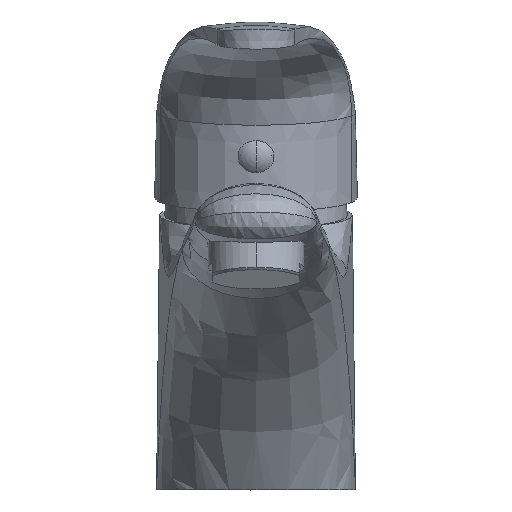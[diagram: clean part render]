
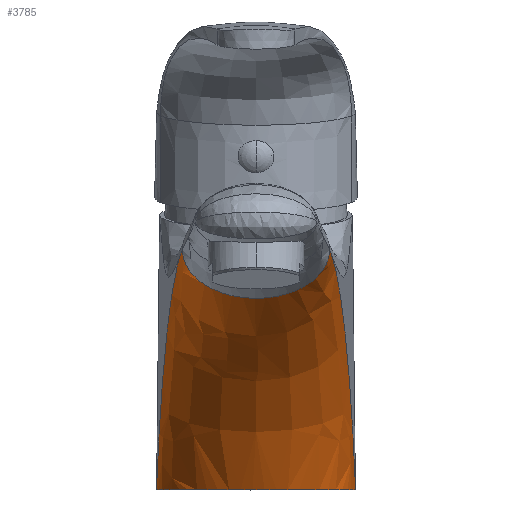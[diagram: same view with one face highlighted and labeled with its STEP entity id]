
A CAD part, top view. The second image highlights one B-rep face of the part: STEP entity #3785.
In plain terms, the highlighted free-form (B-spline) face has degree [3, 3] with [11, 7] control points.
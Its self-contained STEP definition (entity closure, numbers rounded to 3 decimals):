
#57=CARTESIAN_POINT('',(-25.,0.,0.));
#58=CARTESIAN_POINT('',(-25.,0.,3.272));
#59=CARTESIAN_POINT('',(-23.698,0.,9.816));
#60=CARTESIAN_POINT('',(-18.138,0.,18.138));
#61=CARTESIAN_POINT('',(-9.816,0.,23.698));
#62=CARTESIAN_POINT('',(0.,0.,25.651));
#63=CARTESIAN_POINT('',(9.816,0.,23.698));
#64=CARTESIAN_POINT('',(18.138,0.,18.138));
#65=CARTESIAN_POINT('',(23.698,0.,9.816));
#66=CARTESIAN_POINT('',(25.,0.,3.272));
#67=CARTESIAN_POINT('',(25.,0.,0.));
#69=CARTESIAN_POINT('',(-18.5,60.227,76.218));
#70=CARTESIAN_POINT('',(-19.168,58.806,68.42));
#71=CARTESIAN_POINT('',(-20.516,54.055,52.663));
#72=CARTESIAN_POINT('',(-22.398,40.959,30.621));
#73=CARTESIAN_POINT('',(-23.966,22.55,12.21));
#74=CARTESIAN_POINT('',(-24.712,7.722,3.404));
#75=CARTESIAN_POINT('',(-25.,0.,0.));
#77=CARTESIAN_POINT('',(18.5,60.227,76.218));
#78=CARTESIAN_POINT('',(18.5,58.629,76.218));
#79=CARTESIAN_POINT('',(17.537,55.435,76.218));
#80=CARTESIAN_POINT('',(13.422,51.371,76.218));
#81=CARTESIAN_POINT('',(7.264,48.657,76.218));
#82=CARTESIAN_POINT('',(0.,47.703,76.218));
#83=CARTESIAN_POINT('',(-7.264,48.657,76.218));
#84=CARTESIAN_POINT('',(-13.422,51.371,76.218));
#85=CARTESIAN_POINT('',(-17.537,55.435,76.218));
#86=CARTESIAN_POINT('',(-18.5,58.629,76.218));
#87=CARTESIAN_POINT('',(-18.5,60.227,76.218));
#131=CARTESIAN_POINT('',(25.,0.,0.));
#132=CARTESIAN_POINT('',(24.712,7.722,3.404));
#133=CARTESIAN_POINT('',(23.966,22.55,12.21));
#134=CARTESIAN_POINT('',(22.398,40.959,30.621));
#135=CARTESIAN_POINT('',(20.516,54.055,52.663));
#136=CARTESIAN_POINT('',(19.168,58.806,68.42));
#137=CARTESIAN_POINT('',(18.5,60.227,76.218));
#145=CARTESIAN_POINT('',(18.5,60.227,76.218));
#3098=VERTEX_POINT('',#145);
#3101=CARTESIAN_POINT('',(-18.5,60.227,76.218));
#3103=VERTEX_POINT('',#3101);
#3118=VERTEX_POINT('',#57);
#3119=VERTEX_POINT('',#67);
#3698=CARTESIAN_POINT('',(25.022,-0.927,
-1.144));
#3699=CARTESIAN_POINT('',(24.734,7.206,2.297));
#3700=CARTESIAN_POINT('',(23.984,22.548,11.24));
#3701=CARTESIAN_POINT('',(22.397,41.385,30.097));
#3702=CARTESIAN_POINT('',(20.488,54.696,52.689));
#3703=CARTESIAN_POINT('',(19.111,59.392,68.932));
#3704=CARTESIAN_POINT('',(18.419,60.737,77.076));
#3705=CARTESIAN_POINT('',(25.131,-0.883,
2.368));
#3706=CARTESIAN_POINT('',(24.822,6.868,5.887));
#3707=CARTESIAN_POINT('',(24.044,21.41,14.683));
#3708=CARTESIAN_POINT('',(22.448,39.367,32.582));
#3709=CARTESIAN_POINT('',(20.552,52.418,53.833));
#3710=CARTESIAN_POINT('',(19.187,57.434,69.226));
#3711=CARTESIAN_POINT('',(18.498,59.046,77.041));
#3712=CARTESIAN_POINT('',(23.876,-0.799,
9.201));
#3713=CARTESIAN_POINT('',(23.556,6.219,12.714));
#3714=CARTESIAN_POINT('',(22.783,19.263,21.018));
#3715=CARTESIAN_POINT('',(21.265,35.592,37.035));
#3716=CARTESIAN_POINT('',(19.492,48.13,55.843));
#3717=CARTESIAN_POINT('',(18.218,53.686,69.741));
#3718=CARTESIAN_POINT('',(17.573,55.759,76.98));
#3719=CARTESIAN_POINT('',(18.168,-0.696,
17.759));
#3720=CARTESIAN_POINT('',(17.908,5.417,21.061));
#3721=CARTESIAN_POINT('',(17.3,16.659,28.492));
#3722=CARTESIAN_POINT('',(16.144,31.056,42.127));
#3723=CARTESIAN_POINT('',(14.811,42.944,58.089));
#3724=CARTESIAN_POINT('',(13.856,49.067,70.311));
#3725=CARTESIAN_POINT('',(13.371,51.645,76.912));
#3726=CARTESIAN_POINT('',(9.833,-0.629,
23.344));
#3727=CARTESIAN_POINT('',(9.688,4.896,26.438));
#3728=CARTESIAN_POINT('',(9.353,14.99,33.21));
#3729=CARTESIAN_POINT('',(8.727,28.161,45.283));
#3730=CARTESIAN_POINT('',(8.011,39.624,59.462));
#3731=CARTESIAN_POINT('',(7.498,46.079,70.657));
#3732=CARTESIAN_POINT('',(7.236,48.962,76.87));
#3733=CARTESIAN_POINT('',(0.,-0.606,25.306));
#3734=CARTESIAN_POINT('',(0.,4.714,28.316));
#3735=CARTESIAN_POINT('',(0.,14.408,34.843));
#3736=CARTESIAN_POINT('',(0.,27.155,46.366));
#3737=CARTESIAN_POINT('',(0.,38.467,59.929));
#3738=CARTESIAN_POINT('',(0.,45.034,70.775));
#3739=CARTESIAN_POINT('',(0.,48.019,76.856));
#3740=CARTESIAN_POINT('',(-9.833,-0.629,
23.344));
#3741=CARTESIAN_POINT('',(-9.688,4.896,26.438));
#3742=CARTESIAN_POINT('',(-9.353,14.99,33.21));
#3743=CARTESIAN_POINT('',(-8.727,28.161,45.283));
#3744=CARTESIAN_POINT('',(-8.011,39.624,59.462));
#3745=CARTESIAN_POINT('',(-7.498,46.079,70.657));
#3746=CARTESIAN_POINT('',(-7.236,48.962,76.87));
#3747=CARTESIAN_POINT('',(-18.168,-0.696,
17.759));
#3748=CARTESIAN_POINT('',(-17.908,5.417,21.061));
#3749=CARTESIAN_POINT('',(-17.3,16.659,28.492));
#3750=CARTESIAN_POINT('',(-16.144,31.056,42.127));
#3751=CARTESIAN_POINT('',(-14.811,42.944,58.089));
#3752=CARTESIAN_POINT('',(-13.856,49.067,70.311));
#3753=CARTESIAN_POINT('',(-13.371,51.645,76.912));
#3754=CARTESIAN_POINT('',(-23.877,-0.799,
9.2));
#3755=CARTESIAN_POINT('',(-23.557,6.219,12.713));
#3756=CARTESIAN_POINT('',(-22.784,19.263,21.017));
#3757=CARTESIAN_POINT('',(-21.266,35.593,37.034));
#3758=CARTESIAN_POINT('',(-19.492,48.131,55.843));
#3759=CARTESIAN_POINT('',(-18.219,53.686,69.741));
#3760=CARTESIAN_POINT('',(-17.574,55.759,76.98));
#3761=CARTESIAN_POINT('',(-25.132,-0.883,
2.365));
#3762=CARTESIAN_POINT('',(-24.823,6.868,5.884));
#3763=CARTESIAN_POINT('',(-24.045,21.411,14.68));
#3764=CARTESIAN_POINT('',(-22.449,39.369,32.58));
#3765=CARTESIAN_POINT('',(-20.553,52.42,53.832));
#3766=CARTESIAN_POINT('',(-19.187,57.436,69.226));
#3767=CARTESIAN_POINT('',(-18.498,59.048,77.041));
#3768=CARTESIAN_POINT('',(-25.022,-0.927,
-1.148));
#3769=CARTESIAN_POINT('',(-24.734,7.206,2.292));
#3770=CARTESIAN_POINT('',(-23.984,22.549,11.236));
#3771=CARTESIAN_POINT('',(-22.397,41.388,30.094));
#3772=CARTESIAN_POINT('',(-20.488,54.699,52.688));
#3773=CARTESIAN_POINT('',(-19.111,59.394,68.931));
#3774=CARTESIAN_POINT('',(-18.419,60.739,77.076));
#3775=B_SPLINE_SURFACE_WITH_KNOTS('',3,3,((#3698,#3699,#3700,#3701,#3702,#3703,
#3704),(#3705,#3706,#3707,#3708,#3709,#3710,#3711),(#3712,#3713,#3714,#3715,
#3716,#3717,#3718),(#3719,#3720,#3721,#3722,#3723,#3724,#3725),(#3726,#3727,
#3728,#3729,#3730,#3731,#3732),(#3733,#3734,#3735,#3736,#3737,#3738,#3739),(
#3740,#3741,#3742,#3743,#3744,#3745,#3746),(#3747,#3748,#3749,#3750,#3751,#3752,
#3753),(#3754,#3755,#3756,#3757,#3758,#3759,#3760),(#3761,#3762,#3763,#3764,
#3765,#3766,#3767),(#3768,#3769,#3770,#3771,#3772,#3773,#3774)),.UNSPECIFIED.,
.F.,.F.,.F.,(4,1,1,1,1,1,1,1,4),(4,1,1,1,4),(-0.01,0.125,0.25,
0.375,0.5,0.625,0.75,0.875,1.01),(-0.007,
0.174,0.349,0.523,0.704),
.UNSPECIFIED.);
#3777=ORIENTED_EDGE('',*,*,#3776,.F.);
#3778=ORIENTED_EDGE('',*,*,#3681,.F.);
#3780=ORIENTED_EDGE('',*,*,#3779,.F.);
#3782=ORIENTED_EDGE('',*,*,#3781,.F.);
#3783=EDGE_LOOP('',(#3777,#3778,#3780,#3782));
#3784=FACE_OUTER_BOUND('',#3783,.F.);
#3785=ADVANCED_FACE('',(#3784),#3775,.F.);
#68=B_SPLINE_CURVE_WITH_KNOTS('',3,(#57,#58,#59,#60,#61,#62,#63,#64,#65,#66,
#67),.UNSPECIFIED.,.F.,.F.,(4,1,1,1,1,1,1,1,4),(0.,0.125,0.25,0.375,
0.5,0.625,0.75,0.875,1.),.UNSPECIFIED.);
#76=B_SPLINE_CURVE_WITH_KNOTS('',3,(#69,#70,#71,#72,#73,#74,#75),.UNSPECIFIED.,
.F.,.F.,(4,1,1,1,4),(0.,0.25,0.5,0.75,1.),.UNSPECIFIED.);
#88=B_SPLINE_CURVE_WITH_KNOTS('',3,(#77,#78,#79,#80,#81,#82,#83,#84,#85,#86,
#87),.UNSPECIFIED.,.F.,.F.,(4,1,1,1,1,1,1,1,4),(0.,0.125,0.25,0.375,
0.5,0.625,0.75,0.875,1.),.UNSPECIFIED.);
#138=B_SPLINE_CURVE_WITH_KNOTS('',3,(#131,#132,#133,#134,#135,#136,#137),
.UNSPECIFIED.,.F.,.F.,(4,1,1,1,4),(0.,0.25,0.5,0.75,1.),
.UNSPECIFIED.);
#3681=EDGE_CURVE('',#3103,#3118,#76,.T.);
#3776=EDGE_CURVE('',#3118,#3119,#68,.T.);
#3779=EDGE_CURVE('',#3098,#3103,#88,.T.);
#3781=EDGE_CURVE('',#3119,#3098,#138,.T.);
